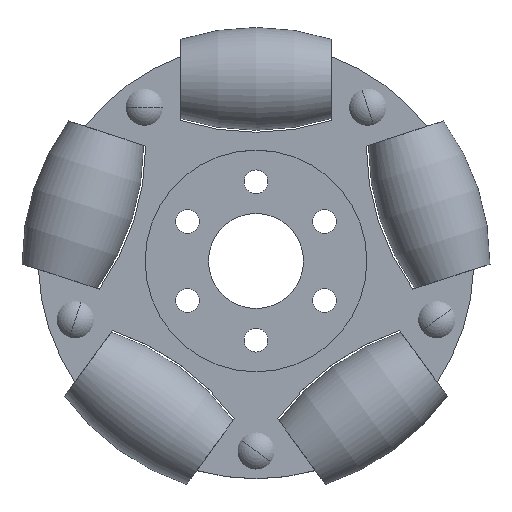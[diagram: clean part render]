
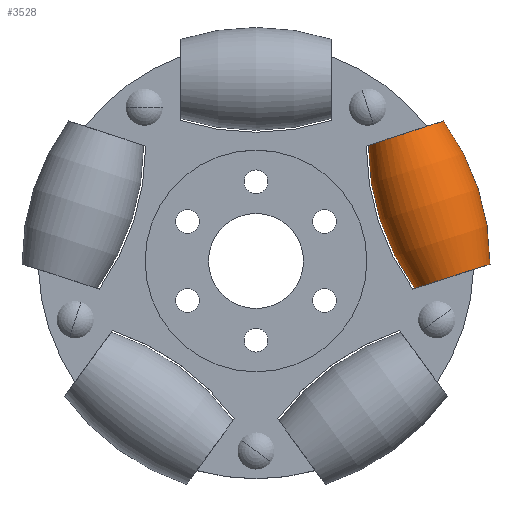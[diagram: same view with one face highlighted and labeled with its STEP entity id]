
A CAD part, top view. The second image highlights one B-rep face of the part: STEP entity #3528.
In plain terms, the highlighted toroidal (fillet/blend) face has major radius 24.33 mm and minor radius 30.83 mm.
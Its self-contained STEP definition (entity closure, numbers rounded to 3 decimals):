
#9 = EDGE_CURVE ( 'NONE', #2367, #2597, #3334, .T. ) ;
#13 = DIRECTION ( 'NONE',  ( 0., 0., 1. ) ) ;
#52 = DIRECTION ( 'NONE',  ( 0., 0., 1. ) ) ;
#104 = AXIS2_PLACEMENT_3D ( 'NONE', #1397, #390, #2047 ) ;
#111 = AXIS2_PLACEMENT_3D ( 'NONE', #834, #4238, #234 ) ;
#234 = DIRECTION ( 'NONE',  ( 0., 0., 1. ) ) ;
#252 = EDGE_CURVE ( 'NONE', #3745, #2449, #2972, .T. ) ;
#289 = CARTESIAN_POINT ( 'NONE',  ( 0., 0., -5. ) ) ;
#371 = CARTESIAN_POINT ( 'NONE',  ( 9.5, 0., 0. ) ) ;
#390 = DIRECTION ( 'NONE',  ( 0., 1., 0. ) ) ;
#643 = EDGE_CURVE ( 'NONE', #2449, #2597, #941, .T. ) ;
#825 = DIRECTION ( 'NONE',  ( 0., -1., 0. ) ) ;
#834 = CARTESIAN_POINT ( 'NONE',  ( 0., 0., 0. ) ) ;
#837 = EDGE_LOOP ( 'NONE', ( #4284, #2841, #2884, #3651 ) ) ;
#941 = CIRCLE ( 'NONE', #111, 5. ) ;
#1091 = CARTESIAN_POINT ( 'NONE',  ( 19., 0., 0. ) ) ;
#1368 = TOROIDAL_SURFACE ( 'NONE', #3774, -24.33, 30.83 ) ;
#1397 = CARTESIAN_POINT ( 'NONE',  ( 9.5, 0., 24.33 ) ) ;
#1497 = CARTESIAN_POINT ( 'NONE',  ( 0., 0., 5. ) ) ;
#1705 = DIRECTION ( 'NONE',  ( -1., 0., 0. ) ) ;
#1978 = AXIS2_PLACEMENT_3D ( 'NONE', #4229, #825, #4180 ) ;
#2047 = DIRECTION ( 'NONE',  ( 0., 0., 1. ) ) ;
#2367 = VERTEX_POINT ( 'NONE', #4334 ) ;
#2449 = VERTEX_POINT ( 'NONE', #1497 ) ;
#2597 = VERTEX_POINT ( 'NONE', #289 ) ;
#2680 = DIRECTION ( 'NONE',  ( -1., 0., 0. ) ) ;
#2764 = AXIS2_PLACEMENT_3D ( 'NONE', #1091, #2680, #13 ) ;
#2841 = ORIENTED_EDGE ( 'NONE', *, *, #9, .T. ) ;
#2884 = ORIENTED_EDGE ( 'NONE', *, *, #643, .F. ) ;
#2972 = CIRCLE ( 'NONE', #1978, 30.83 ) ;
#3235 = EDGE_CURVE ( 'NONE', #3745, #2367, #3417, .T. ) ;
#3334 = CIRCLE ( 'NONE', #104, 30.83 ) ;
#3397 = FACE_OUTER_BOUND ( 'NONE', #837, .T. ) ;
#3417 = CIRCLE ( 'NONE', #2764, 5. ) ;
#3449 = CARTESIAN_POINT ( 'NONE',  ( 19., 0., 5. ) ) ;
#3528 = ADVANCED_FACE ( 'NONE', ( #3397 ), #1368, .T. ) ;
#3651 = ORIENTED_EDGE ( 'NONE', *, *, #252, .F. ) ;
#3745 = VERTEX_POINT ( 'NONE', #3449 ) ;
#3774 = AXIS2_PLACEMENT_3D ( 'NONE', #371, #1705, #52 ) ;
#4180 = DIRECTION ( 'NONE',  ( 0., 0., -1. ) ) ;
#4229 = CARTESIAN_POINT ( 'NONE',  ( 9.5, 0., -24.33 ) ) ;
#4238 = DIRECTION ( 'NONE',  ( -1., 0., 0. ) ) ;
#4284 = ORIENTED_EDGE ( 'NONE', *, *, #3235, .T. ) ;
#4334 = CARTESIAN_POINT ( 'NONE',  ( 19., 0., -5. ) ) ;
